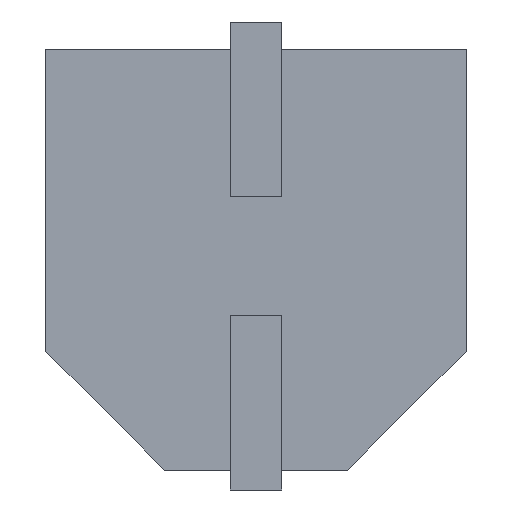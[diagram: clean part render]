
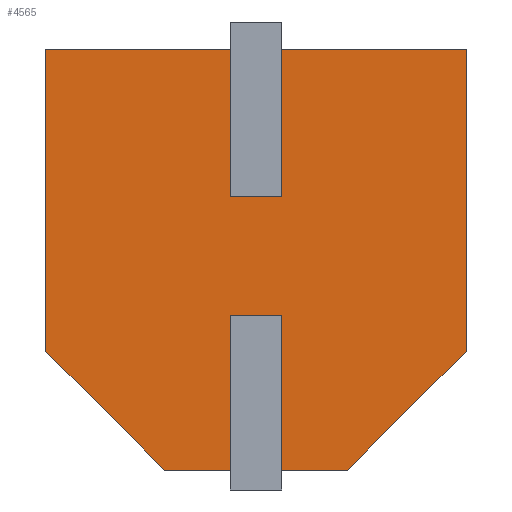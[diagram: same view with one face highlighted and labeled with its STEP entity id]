
A CAD part, front view. The second image highlights one B-rep face of the part: STEP entity #4565.
In plain terms, the highlighted planar face has unit normal (0, -1, 0).
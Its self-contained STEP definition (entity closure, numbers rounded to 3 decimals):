
#146 = CARTESIAN_POINT ( 'NONE',  ( 0.325, 0., 0.8 ) ) ;
#159 = CARTESIAN_POINT ( 'NONE',  ( 1.15, 0., -2.65 ) ) ;
#187 = CARTESIAN_POINT ( 'NONE',  ( -0.325, 0., -2.65 ) ) ;
#216 = ORIENTED_EDGE ( 'NONE', *, *, #3883, .F. ) ;
#274 = CARTESIAN_POINT ( 'NONE',  ( -2.65, 0., 2.65 ) ) ;
#296 = DIRECTION ( 'NONE',  ( 0., 0., 1. ) ) ;
#364 = EDGE_CURVE ( 'NONE', #5336, #1664, #494, .T. ) ;
#443 = DIRECTION ( 'NONE',  ( -0.707, 0., 0.707 ) ) ;
#494 = LINE ( 'NONE', #5184, #6122 ) ;
#629 = ORIENTED_EDGE ( 'NONE', *, *, #2546, .F. ) ;
#643 = EDGE_CURVE ( 'NONE', #6395, #3003, #6303, .T. ) ;
#699 = ORIENTED_EDGE ( 'NONE', *, *, #1283, .F. ) ;
#726 = VECTOR ( 'NONE', #3806, 1000. ) ;
#729 = EDGE_LOOP ( 'NONE', ( #1765, #699, #629, #4564, #5458, #216, #3233, #2931, #5122, #958, #3512, #3064, #5524, #3887 ) ) ;
#826 = VERTEX_POINT ( 'NONE', #3066 ) ;
#886 = VECTOR ( 'NONE', #443, 1000. ) ;
#958 = ORIENTED_EDGE ( 'NONE', *, *, #5666, .F. ) ;
#960 = CARTESIAN_POINT ( 'NONE',  ( -2.65, 0., -1.15 ) ) ;
#1041 = DIRECTION ( 'NONE',  ( 0., 0., 1. ) ) ;
#1114 = CARTESIAN_POINT ( 'NONE',  ( 1.15, 0., -2.65 ) ) ;
#1131 = VERTEX_POINT ( 'NONE', #2410 ) ;
#1151 = LINE ( 'NONE', #274, #4561 ) ;
#1283 = EDGE_CURVE ( 'NONE', #2996, #826, #3457, .T. ) ;
#1296 = CARTESIAN_POINT ( 'NONE',  ( 0.325, 0., -0.7 ) ) ;
#1350 = CARTESIAN_POINT ( 'NONE',  ( -0.325, 0., 0.8 ) ) ;
#1357 = VECTOR ( 'NONE', #4161, 1000. ) ;
#1517 = LINE ( 'NONE', #1707, #4212 ) ;
#1558 = CARTESIAN_POINT ( 'NONE',  ( 2.65, 0., -1.15 ) ) ;
#1568 = VECTOR ( 'NONE', #3157, 1000. ) ;
#1586 = DIRECTION ( 'NONE',  ( 0., 0., 1. ) ) ;
#1664 = VERTEX_POINT ( 'NONE', #2875 ) ;
#1707 = CARTESIAN_POINT ( 'NONE',  ( -0.325, 0., 3. ) ) ;
#1764 = VECTOR ( 'NONE', #4893, 1000. ) ;
#1765 = ORIENTED_EDGE ( 'NONE', *, *, #6290, .F. ) ;
#1822 = CARTESIAN_POINT ( 'NONE',  ( -0.325, 0., -0.7 ) ) ;
#1850 = LINE ( 'NONE', #6282, #4532 ) ;
#1867 = CARTESIAN_POINT ( 'NONE',  ( -2.65, 0., 2.65 ) ) ;
#1908 = VERTEX_POINT ( 'NONE', #4165 ) ;
#1984 = LINE ( 'NONE', #3717, #3033 ) ;
#2168 = CARTESIAN_POINT ( 'NONE',  ( -0.325, 0., 0.8 ) ) ;
#2223 = VERTEX_POINT ( 'NONE', #1296 ) ;
#2296 = VECTOR ( 'NONE', #6378, 1000. ) ;
#2311 = VERTEX_POINT ( 'NONE', #2459 ) ;
#2410 = CARTESIAN_POINT ( 'NONE',  ( 2.65, 0., 2.65 ) ) ;
#2448 = LINE ( 'NONE', #1822, #2296 ) ;
#2459 = CARTESIAN_POINT ( 'NONE',  ( -0.325, 0., -0.7 ) ) ;
#2546 = EDGE_CURVE ( 'NONE', #3003, #2996, #1984, .T. ) ;
#2557 = PLANE ( 'NONE',  #3002 ) ;
#2640 = VECTOR ( 'NONE', #296, 1000. ) ;
#2737 = LINE ( 'NONE', #1114, #1357 ) ;
#2804 = LINE ( 'NONE', #1350, #1764 ) ;
#2809 = LINE ( 'NONE', #4226, #5308 ) ;
#2875 = CARTESIAN_POINT ( 'NONE',  ( 0.325, 0., 2.65 ) ) ;
#2897 = CARTESIAN_POINT ( 'NONE',  ( -2.65, 0., -1.15 ) ) ;
#2922 = DIRECTION ( 'NONE',  ( -1., 0., 0. ) ) ;
#2931 = ORIENTED_EDGE ( 'NONE', *, *, #2995, .F. ) ;
#2995 = EDGE_CURVE ( 'NONE', #1908, #2223, #3959, .T. ) ;
#2996 = VERTEX_POINT ( 'NONE', #6396 ) ;
#3002 = AXIS2_PLACEMENT_3D ( 'NONE', #3088, #4079, #1041 ) ;
#3003 = VERTEX_POINT ( 'NONE', #2897 ) ;
#3033 = VECTOR ( 'NONE', #6299, 1000. ) ;
#3064 = ORIENTED_EDGE ( 'NONE', *, *, #4328, .F. ) ;
#3066 = CARTESIAN_POINT ( 'NONE',  ( -0.325, 0., 2.65 ) ) ;
#3088 = CARTESIAN_POINT ( 'NONE',  ( 0., 0., 0. ) ) ;
#3157 = DIRECTION ( 'NONE',  ( 0., 0., -1. ) ) ;
#3233 = ORIENTED_EDGE ( 'NONE', *, *, #4130, .F. ) ;
#3332 = VERTEX_POINT ( 'NONE', #159 ) ;
#3457 = LINE ( 'NONE', #1867, #726 ) ;
#3512 = ORIENTED_EDGE ( 'NONE', *, *, #5735, .F. ) ;
#3717 = CARTESIAN_POINT ( 'NONE',  ( -2.65, 0., -1.15 ) ) ;
#3806 = DIRECTION ( 'NONE',  ( 1., 0., 0. ) ) ;
#3856 = DIRECTION ( 'NONE',  ( 1., 0., 0. ) ) ;
#3863 = VERTEX_POINT ( 'NONE', #1558 ) ;
#3865 = VECTOR ( 'NONE', #2922, 1000. ) ;
#3883 = EDGE_CURVE ( 'NONE', #2311, #5449, #5419, .T. ) ;
#3887 = ORIENTED_EDGE ( 'NONE', *, *, #6505, .F. ) ;
#3959 = LINE ( 'NONE', #5848, #2640 ) ;
#4079 = DIRECTION ( 'NONE',  ( 0., 1., 0. ) ) ;
#4130 = EDGE_CURVE ( 'NONE', #2223, #2311, #2448, .T. ) ;
#4161 = DIRECTION ( 'NONE',  ( -0.707, 0., -0.707 ) ) ;
#4165 = CARTESIAN_POINT ( 'NONE',  ( 0.325, 0., -2.65 ) ) ;
#4212 = VECTOR ( 'NONE', #5224, 1000. ) ;
#4226 = CARTESIAN_POINT ( 'NONE',  ( 2.65, 0., -1.15 ) ) ;
#4245 = EDGE_CURVE ( 'NONE', #3332, #1908, #5195, .T. ) ;
#4328 = EDGE_CURVE ( 'NONE', #1664, #1131, #1151, .T. ) ;
#4532 = VECTOR ( 'NONE', #4730, 1000. ) ;
#4561 = VECTOR ( 'NONE', #3856, 1000. ) ;
#4564 = ORIENTED_EDGE ( 'NONE', *, *, #643, .F. ) ;
#4565 = ADVANCED_FACE ( 'NONE', ( #6383 ), #2557, .F. ) ;
#4649 = VERTEX_POINT ( 'NONE', #2168 ) ;
#4659 = DIRECTION ( 'NONE',  ( 0., 0., -1. ) ) ;
#4730 = DIRECTION ( 'NONE',  ( -1., 0., 0. ) ) ;
#4893 = DIRECTION ( 'NONE',  ( 1., 0., 0. ) ) ;
#5122 = ORIENTED_EDGE ( 'NONE', *, *, #4245, .F. ) ;
#5184 = CARTESIAN_POINT ( 'NONE',  ( 0.325, 0., 3. ) ) ;
#5195 = LINE ( 'NONE', #5915, #3865 ) ;
#5224 = DIRECTION ( 'NONE',  ( 0., 0., -1. ) ) ;
#5308 = VECTOR ( 'NONE', #4659, 1000. ) ;
#5336 = VERTEX_POINT ( 'NONE', #146 ) ;
#5419 = LINE ( 'NONE', #5632, #1568 ) ;
#5446 = EDGE_CURVE ( 'NONE', #5449, #6395, #1850, .T. ) ;
#5449 = VERTEX_POINT ( 'NONE', #187 ) ;
#5458 = ORIENTED_EDGE ( 'NONE', *, *, #5446, .F. ) ;
#5524 = ORIENTED_EDGE ( 'NONE', *, *, #364, .F. ) ;
#5632 = CARTESIAN_POINT ( 'NONE',  ( -0.325, 0., -0.7 ) ) ;
#5666 = EDGE_CURVE ( 'NONE', #3863, #3332, #2737, .T. ) ;
#5735 = EDGE_CURVE ( 'NONE', #1131, #3863, #2809, .T. ) ;
#5757 = CARTESIAN_POINT ( 'NONE',  ( -1.15, 0., -2.65 ) ) ;
#5848 = CARTESIAN_POINT ( 'NONE',  ( 0.325, 0., -0.7 ) ) ;
#5915 = CARTESIAN_POINT ( 'NONE',  ( -1.15, 0., -2.65 ) ) ;
#6122 = VECTOR ( 'NONE', #1586, 1000. ) ;
#6282 = CARTESIAN_POINT ( 'NONE',  ( -1.15, 0., -2.65 ) ) ;
#6290 = EDGE_CURVE ( 'NONE', #826, #4649, #1517, .T. ) ;
#6299 = DIRECTION ( 'NONE',  ( 0., 0., 1. ) ) ;
#6303 = LINE ( 'NONE', #960, #886 ) ;
#6378 = DIRECTION ( 'NONE',  ( -1., 0., 0. ) ) ;
#6383 = FACE_OUTER_BOUND ( 'NONE', #729, .T. ) ;
#6395 = VERTEX_POINT ( 'NONE', #5757 ) ;
#6396 = CARTESIAN_POINT ( 'NONE',  ( -2.65, 0., 2.65 ) ) ;
#6505 = EDGE_CURVE ( 'NONE', #4649, #5336, #2804, .T. ) ;
